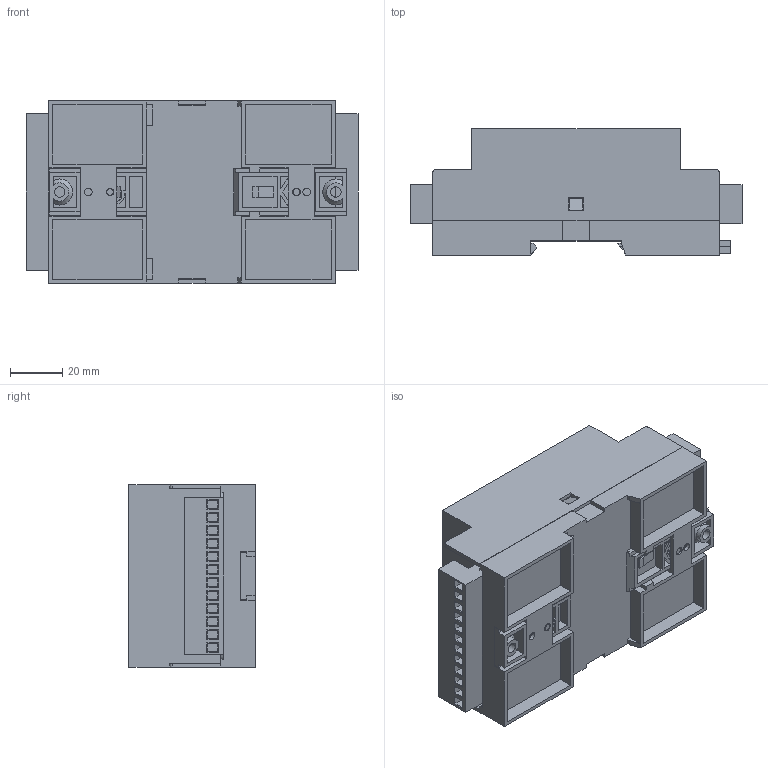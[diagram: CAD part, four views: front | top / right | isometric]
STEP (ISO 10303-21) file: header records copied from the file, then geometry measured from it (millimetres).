
FILE_DESCRIPTION (( 'STEP AP214' ), '1' );
FILE_NAME ('CES-70-03.STEP', '2022-06-24T12:37:57', ( '' ), ( '' ), 'SwSTEP 2.0', 'SolidWorks 2017', '' );
FILE_SCHEMA (( 'AUTOMOTIVE_DESIGN' ));
Length unit declared in the file: millimetre
Products named in the file (17): Screw-small; TopCover - CES-70; Base plate - MDB-70; Clip-Small; Clip-Big; Base PCB-MDP-70-01; Euro Terminal5mm-Plug-In-12Way; CES-70-03
Assembly tree (9 placements, depth 2):
  Screw-small
  TopCover - CES-70
  Clip-Small
  Screw-small
  Euro Terminal5mm-Plug-In-12Way
Bounding box: 127.6 x 48.55 x 70 mm (x, y, z)
Volume: 74018.8 mm3; surface area: 97353.8 mm2
Topology: 9 solids, 9 shells, 1109 faces, 2984 edges, 1942 vertices
Faces by surface type: plane 812, cylinder 271, cone 20, torus 6
Entity records: 25966 total; most frequent: CARTESIAN_POINT 4535, ORIENTED_EDGE 4378, DIRECTION 4277, EDGE_CURVE 2189, VECTOR 1667, LINE 1667, VERTEX_POINT 1431, AXIS2_PLACEMENT_3D 1305
